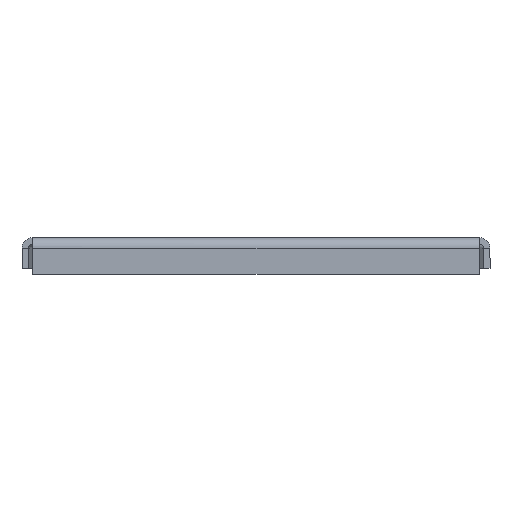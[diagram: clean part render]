
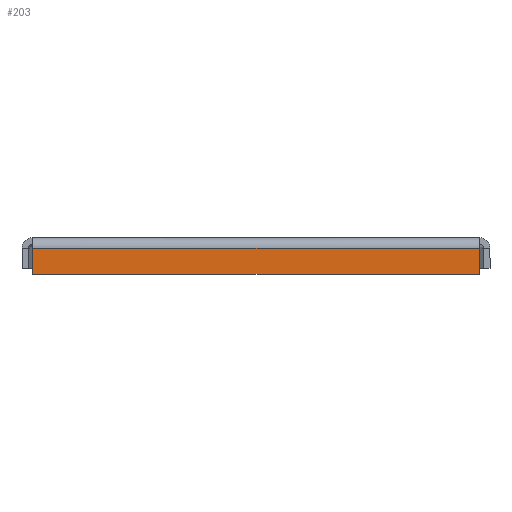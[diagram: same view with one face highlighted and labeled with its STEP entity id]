
A CAD part, front view. The second image highlights one B-rep face of the part: STEP entity #203.
In plain terms, the highlighted planar face has unit normal (0, -1, 0).
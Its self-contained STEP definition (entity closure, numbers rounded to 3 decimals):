
#28 = DIRECTION ( 'NONE',  ( 1., 0., 0. ) ) ;
#70 = PLANE ( 'NONE',  #1214 ) ;
#117 = EDGE_CURVE ( 'NONE', #316, #755, #561, .T. ) ;
#183 = VERTEX_POINT ( 'NONE', #1391 ) ;
#203 = ADVANCED_FACE ( 'NONE', ( #535 ), #70, .F. ) ;
#205 = CARTESIAN_POINT ( 'NONE',  ( -110.515, -70.749, 0. ) ) ;
#243 = VECTOR ( 'NONE', #557, 1000. ) ;
#316 = VERTEX_POINT ( 'NONE', #1505 ) ;
#387 = ORIENTED_EDGE ( 'NONE', *, *, #636, .T. ) ;
#420 = CARTESIAN_POINT ( 'NONE',  ( 110.515, -70.749, -2. ) ) ;
#535 = FACE_OUTER_BOUND ( 'NONE', #838, .T. ) ;
#536 = CARTESIAN_POINT ( 'NONE',  ( -110.515, -70.749, -14.894 ) ) ;
#557 = DIRECTION ( 'NONE',  ( 0., 0., -1. ) ) ;
#561 = LINE ( 'NONE', #205, #243 ) ;
#565 = CARTESIAN_POINT ( 'NONE',  ( 0., -70.749, 0. ) ) ;
#579 = ORIENTED_EDGE ( 'NONE', *, *, #990, .F. ) ;
#636 = EDGE_CURVE ( 'NONE', #755, #183, #951, .T. ) ;
#729 = VERTEX_POINT ( 'NONE', #1236 ) ;
#755 = VERTEX_POINT ( 'NONE', #536 ) ;
#765 = LINE ( 'NONE', #1153, #1056 ) ;
#838 = EDGE_LOOP ( 'NONE', ( #579, #1215, #387, #1265 ) ) ;
#951 = LINE ( 'NONE', #1234, #1459 ) ;
#990 = EDGE_CURVE ( 'NONE', #316, #729, #1015, .T. ) ;
#1015 = LINE ( 'NONE', #420, #1353 ) ;
#1056 = VECTOR ( 'NONE', #1377, 1000. ) ;
#1153 = CARTESIAN_POINT ( 'NONE',  ( 110.515, -70.749, 0. ) ) ;
#1160 = DIRECTION ( 'NONE',  ( 0., 0., 1. ) ) ;
#1170 = DIRECTION ( 'NONE',  ( 0., 1., 0. ) ) ;
#1214 = AXIS2_PLACEMENT_3D ( 'NONE', #565, #1170, #1160 ) ;
#1215 = ORIENTED_EDGE ( 'NONE', *, *, #117, .T. ) ;
#1234 = CARTESIAN_POINT ( 'NONE',  ( 0., -70.749, -14.894 ) ) ;
#1236 = CARTESIAN_POINT ( 'NONE',  ( 110.515, -70.749, -2. ) ) ;
#1265 = ORIENTED_EDGE ( 'NONE', *, *, #1332, .T. ) ;
#1332 = EDGE_CURVE ( 'NONE', #183, #729, #765, .T. ) ;
#1353 = VECTOR ( 'NONE', #1385, 1000. ) ;
#1377 = DIRECTION ( 'NONE',  ( 0., 0., 1. ) ) ;
#1385 = DIRECTION ( 'NONE',  ( 1., 0., 0. ) ) ;
#1391 = CARTESIAN_POINT ( 'NONE',  ( 110.515, -70.749, -14.894 ) ) ;
#1459 = VECTOR ( 'NONE', #28, 1000. ) ;
#1505 = CARTESIAN_POINT ( 'NONE',  ( -110.515, -70.749, -2. ) ) ;
